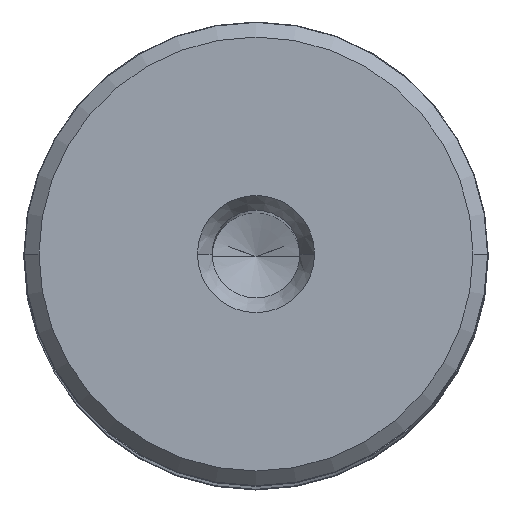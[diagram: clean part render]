
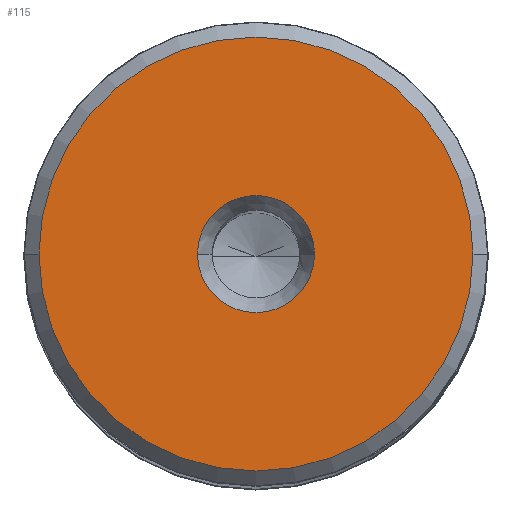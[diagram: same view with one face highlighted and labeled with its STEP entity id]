
A CAD part, top view. The second image highlights one B-rep face of the part: STEP entity #115.
In plain terms, the highlighted planar face has unit normal (0, 0, 1).
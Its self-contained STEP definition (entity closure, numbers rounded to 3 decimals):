
#65=PLANE('',#981);
#75=FACE_BOUND('',#242,.T.);
#76=FACE_BOUND('',#243,.T.);
#115=ADVANCED_FACE('',(#75,#76),#65,.F.);
#242=EDGE_LOOP('',(#492,#493));
#243=EDGE_LOOP('',(#494,#495));
#492=ORIENTED_EDGE('',*,*,#712,.F.);
#493=ORIENTED_EDGE('',*,*,#711,.F.);
#494=ORIENTED_EDGE('',*,*,#713,.F.);
#495=ORIENTED_EDGE('',*,*,#714,.F.);
#607=VERTEX_POINT('',#1520);
#608=VERTEX_POINT('',#1522);
#609=VERTEX_POINT('',#1527);
#610=VERTEX_POINT('',#1528);
#711=EDGE_CURVE('',#608,#607,#797,.T.);
#712=EDGE_CURVE('',#607,#608,#798,.T.);
#713=EDGE_CURVE('',#609,#610,#799,.T.);
#714=EDGE_CURVE('',#610,#609,#800,.T.);
#797=CIRCLE('',#976,14.836);
#798=CIRCLE('',#978,14.836);
#799=CIRCLE('',#979,4.);
#800=CIRCLE('',#980,4.);
#976=AXIS2_PLACEMENT_3D('',#1523,#1256,#1257);
#978=AXIS2_PLACEMENT_3D('',#1525,#1260,#1261);
#979=AXIS2_PLACEMENT_3D('',#1526,#1262,#1263);
#980=AXIS2_PLACEMENT_3D('',#1529,#1264,#1265);
#981=AXIS2_PLACEMENT_3D('',#1530,#1266,#1267);
#1256=DIRECTION('',(0.,0.,-1.));
#1257=DIRECTION('',(-1.,0.,0.));
#1260=DIRECTION('',(0.,0.,-1.));
#1261=DIRECTION('',(1.,0.,0.));
#1262=DIRECTION('',(0.,0.,1.));
#1263=DIRECTION('',(1.,0.,0.));
#1264=DIRECTION('',(0.,0.,1.));
#1265=DIRECTION('',(-1.,0.,0.));
#1266=DIRECTION('',(0.,0.,-1.));
#1267=DIRECTION('',(-1.,0.,0.));
#1520=CARTESIAN_POINT('',(14.836,0.,0.));
#1522=CARTESIAN_POINT('',(-14.836,0.,0.));
#1523=CARTESIAN_POINT('',(0.,0.,0.));
#1525=CARTESIAN_POINT('',(0.,0.,0.));
#1526=CARTESIAN_POINT('',(0.,0.,0.));
#1527=CARTESIAN_POINT('',(4.,0.,0.));
#1528=CARTESIAN_POINT('',(-4.,0.,0.));
#1529=CARTESIAN_POINT('',(0.,0.,0.));
#1530=CARTESIAN_POINT('',(0.,0.,0.));
